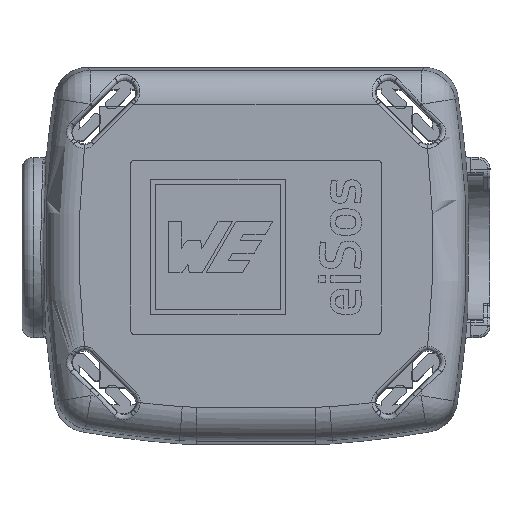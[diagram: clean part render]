
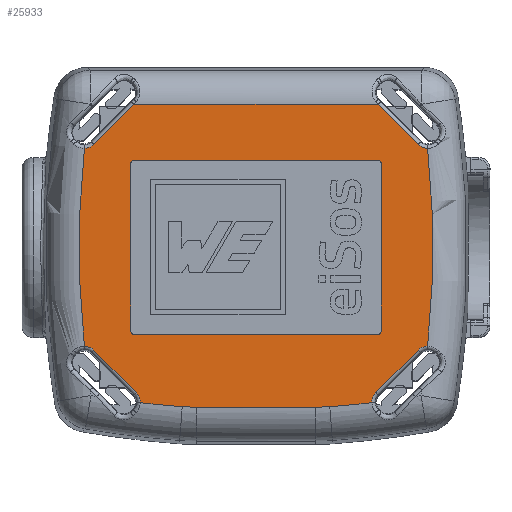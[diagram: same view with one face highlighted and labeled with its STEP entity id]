
A CAD part, top view. The second image highlights one B-rep face of the part: STEP entity #25933.
In plain terms, the highlighted planar face has unit normal (0, 0, 1).
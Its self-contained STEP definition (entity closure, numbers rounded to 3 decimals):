
#372=ELLIPSE('',#26868,1.203,1.2);
#373=ELLIPSE('',#26870,1.203,1.2);
#379=ELLIPSE('',#27240,1.203,1.2);
#440=ELLIPSE('',#27675,1.203,1.2);
#443=ELLIPSE('',#27684,1.203,1.2);
#444=ELLIPSE('',#27691,1.203,1.2);
#1034=PLANE('',#27694);
#1714=B_SPLINE_CURVE_WITH_KNOTS('',3,(#41890,#41891,#41892,#41893),
 .UNSPECIFIED.,.F.,.F.,(4,4),(0.,1.),.UNSPECIFIED.);
#1781=B_SPLINE_CURVE_WITH_KNOTS('',3,(#42969,#42970,#42971,#42972),
 .UNSPECIFIED.,.F.,.F.,(4,4),(0.,1.),.UNSPECIFIED.);
#2155=LINE('',#35491,#4632);
#3077=LINE('',#40261,#5554);
#3080=LINE('',#40271,#5557);
#3083=LINE('',#40340,#5560);
#3085=LINE('',#40358,#5562);
#3326=LINE('',#41468,#5803);
#3559=LINE('',#43693,#6036);
#3560=LINE('',#43695,#6037);
#3561=LINE('',#43697,#6038);
#3562=LINE('',#43699,#6039);
#4632=VECTOR('',#28784,1000.);
#5554=VECTOR('',#30882,1000.);
#5557=VECTOR('',#30893,1000.);
#5560=VECTOR('',#30906,1000.);
#5562=VECTOR('',#30916,1000.);
#5803=VECTOR('',#31429,1000.);
#6036=VECTOR('',#32128,1000.);
#6037=VECTOR('',#32131,1000.);
#6038=VECTOR('',#32134,1000.);
#6039=VECTOR('',#32137,1000.);
#11594=ORIENTED_EDGE('',*,*,#17098,.F.);
#11595=ORIENTED_EDGE('',*,*,#17084,.T.);
#11596=ORIENTED_EDGE('',*,*,#17096,.F.);
#11597=ORIENTED_EDGE('',*,*,#17087,.T.);
#11598=ORIENTED_EDGE('',*,*,#17097,.F.);
#11599=ORIENTED_EDGE('',*,*,#17090,.T.);
#11600=ORIENTED_EDGE('',*,*,#17099,.F.);
#11601=ORIENTED_EDGE('',*,*,#17093,.T.);
#11602=ORIENTED_EDGE('',*,*,#17151,.F.);
#11603=ORIENTED_EDGE('',*,*,#17150,.T.);
#11604=ORIENTED_EDGE('',*,*,#16332,.F.);
#11605=ORIENTED_EDGE('',*,*,#16334,.T.);
#11606=ORIENTED_EDGE('',*,*,#16351,.F.);
#11607=ORIENTED_EDGE('',*,*,#16874,.F.);
#11608=ORIENTED_EDGE('',*,*,#14953,.F.);
#11609=ORIENTED_EDGE('',*,*,#17063,.F.);
#11610=ORIENTED_EDGE('',*,*,#16971,.F.);
#11611=ORIENTED_EDGE('',*,*,#15631,.T.);
#11612=ORIENTED_EDGE('',*,*,#16326,.F.);
#11613=ORIENTED_EDGE('',*,*,#17144,.T.);
#11614=ORIENTED_EDGE('',*,*,#16414,.F.);
#11615=ORIENTED_EDGE('',*,*,#15634,.T.);
#11616=ORIENTED_EDGE('',*,*,#16317,.T.);
#11617=ORIENTED_EDGE('',*,*,#16693,.F.);
#11618=ORIENTED_EDGE('',*,*,#16312,.F.);
#11619=ORIENTED_EDGE('',*,*,#17137,.T.);
#14953=EDGE_CURVE('',#18820,#18821,#2155,.T.);
#15631=EDGE_CURVE('',#19398,#19397,#372,.T.);
#15634=EDGE_CURVE('',#19400,#19399,#373,.T.);
#16312=EDGE_CURVE('',#19790,#19788,#3077,.T.);
#16317=EDGE_CURVE('',#19399,#19793,#3080,.T.);
#16326=EDGE_CURVE('',#19799,#19397,#3083,.T.);
#16332=EDGE_CURVE('',#19803,#19802,#3085,.T.);
#16334=EDGE_CURVE('',#19803,#19804,#379,.T.);
#16351=EDGE_CURVE('',#19817,#19804,#21370,.T.);
#16414=EDGE_CURVE('',#19400,#19859,#21383,.T.);
#16693=EDGE_CURVE('',#19788,#19793,#3326,.T.);
#16874=EDGE_CURVE('',#18821,#19817,#1714,.T.);
#16971=EDGE_CURVE('',#19398,#20191,#21414,.T.);
#17063=EDGE_CURVE('',#20191,#18820,#1781,.T.);
#17084=EDGE_CURVE('',#20214,#20215,#21435,.T.);
#17087=EDGE_CURVE('',#20216,#20217,#21436,.T.);
#17090=EDGE_CURVE('',#20218,#20219,#21437,.T.);
#17093=EDGE_CURVE('',#20220,#20221,#21438,.T.);
#17096=EDGE_CURVE('',#20216,#20215,#3559,.T.);
#17097=EDGE_CURVE('',#20218,#20217,#3560,.T.);
#17098=EDGE_CURVE('',#20214,#20221,#3561,.T.);
#17099=EDGE_CURVE('',#20220,#20219,#3562,.T.);
#17137=EDGE_CURVE('',#19790,#19787,#440,.T.);
#17144=EDGE_CURVE('',#19799,#19859,#443,.T.);
#17150=EDGE_CURVE('',#19396,#19802,#444,.T.);
#17151=EDGE_CURVE('',#19396,#19787,#21448,.T.);
#18820=VERTEX_POINT('',#35490);
#18821=VERTEX_POINT('',#35492);
#19396=VERTEX_POINT('',#37836);
#19397=VERTEX_POINT('',#37846);
#19398=VERTEX_POINT('',#37848);
#19399=VERTEX_POINT('',#37858);
#19400=VERTEX_POINT('',#37860);
#19787=VERTEX_POINT('',#40221);
#19788=VERTEX_POINT('',#40251);
#19790=VERTEX_POINT('',#40260);
#19793=VERTEX_POINT('',#40270);
#19799=VERTEX_POINT('',#40339);
#19802=VERTEX_POINT('',#40352);
#19803=VERTEX_POINT('',#40357);
#19804=VERTEX_POINT('',#40364);
#19817=VERTEX_POINT('',#40467);
#19859=VERTEX_POINT('',#40682);
#20191=VERTEX_POINT('',#42250);
#20214=VERTEX_POINT('',#43670);
#20215=VERTEX_POINT('',#43671);
#20216=VERTEX_POINT('',#43676);
#20217=VERTEX_POINT('',#43677);
#20218=VERTEX_POINT('',#43682);
#20219=VERTEX_POINT('',#43683);
#20220=VERTEX_POINT('',#43688);
#20221=VERTEX_POINT('',#43689);
#21370=CIRCLE('',#27253,87.75);
#21383=CIRCLE('',#27277,82.421);
#21414=CIRCLE('',#27507,87.75);
#21435=CIRCLE('',#27600,0.3);
#21436=CIRCLE('',#27602,0.3);
#21437=CIRCLE('',#27604,0.3);
#21438=CIRCLE('',#27606,0.3);
#21448=CIRCLE('',#27693,82.421);
#22593=EDGE_LOOP('',(#11594,#11595,#11596,#11597,#11598,#11599,#11600,#11601));
#22594=EDGE_LOOP('',(#11602,#11603,#11604,#11605,#11606,#11607,#11608,#11609,
#11610,#11611,#11612,#11613,#11614,#11615,#11616,#11617,#11618,#11619));
#24124=FACE_BOUND('',#22593,.T.);
#24125=FACE_BOUND('',#22594,.T.);
#25933=ADVANCED_FACE('',(#24124,#24125),#1034,.F.);
#26868=AXIS2_PLACEMENT_3D('',#37847,#29685,#29686);
#26870=AXIS2_PLACEMENT_3D('',#37859,#29689,#29690);
#27240=AXIS2_PLACEMENT_3D('',#40365,#30919,#30920);
#27253=AXIS2_PLACEMENT_3D('',#40468,#30947,#30948);
#27277=AXIS2_PLACEMENT_3D('',#40681,#31022,#31023);
#27507=AXIS2_PLACEMENT_3D('',#42249,#31861,#31862);
#27600=AXIS2_PLACEMENT_3D('',#43669,#32104,#32105);
#27602=AXIS2_PLACEMENT_3D('',#43675,#32110,#32111);
#27604=AXIS2_PLACEMENT_3D('',#43681,#32116,#32117);
#27606=AXIS2_PLACEMENT_3D('',#43687,#32122,#32123);
#27675=AXIS2_PLACEMENT_3D('',#43847,#32288,#32289);
#27684=AXIS2_PLACEMENT_3D('',#44256,#32306,#32307);
#27691=AXIS2_PLACEMENT_3D('',#44749,#32320,#32321);
#27693=AXIS2_PLACEMENT_3D('',#44817,#32324,#32325);
#27694=AXIS2_PLACEMENT_3D('',#44818,#32326,#32327);
#28784=DIRECTION('',(-1.,0.,0.));
#29685=DIRECTION('',(0.,0.,-1.));
#29686=DIRECTION('',(-1.,0.,0.));
#29689=DIRECTION('',(0.,0.,-1.));
#29690=DIRECTION('',(0.,-1.,0.));
#30882=DIRECTION('',(0.707,0.707,0.));
#30893=DIRECTION('',(-0.707,0.707,0.));
#30906=DIRECTION('',(-0.707,-0.707,0.));
#30916=DIRECTION('',(-0.707,0.707,0.));
#30919=DIRECTION('',(0.,0.,-1.));
#30920=DIRECTION('',(1.,0.,0.));
#30947=DIRECTION('',(0.,0.,-1.));
#30948=DIRECTION('',(-0.16,-0.987,0.));
#31022=DIRECTION('',(0.,0.,-1.));
#31023=DIRECTION('',(0.988,0.154,0.));
#31429=DIRECTION('',(1.,0.,0.));
#31861=DIRECTION('',(0.,0.,-1.));
#31862=DIRECTION('',(0.118,-0.993,0.));
#32104=DIRECTION('',(0.,0.,-1.));
#32105=DIRECTION('',(-1.,0.,0.));
#32110=DIRECTION('',(0.,0.,-1.));
#32111=DIRECTION('',(-1.,0.,0.));
#32116=DIRECTION('',(0.,0.,-1.));
#32117=DIRECTION('',(-1.,0.,0.));
#32122=DIRECTION('',(0.,0.,-1.));
#32123=DIRECTION('',(-1.,0.,0.));
#32128=DIRECTION('',(1.,0.,0.));
#32131=DIRECTION('',(0.,-1.,0.));
#32134=DIRECTION('',(0.,1.,0.));
#32137=DIRECTION('',(-1.,0.,0.));
#32288=DIRECTION('',(0.,0.,-1.));
#32289=DIRECTION('',(0.,-1.,0.));
#32306=DIRECTION('',(0.,0.,-1.));
#32307=DIRECTION('',(0.,1.,0.));
#32320=DIRECTION('',(0.,0.,-1.));
#32321=DIRECTION('',(0.,1.,0.));
#32324=DIRECTION('',(0.,0.,-1.));
#32325=DIRECTION('',(-0.987,-0.16,0.));
#32326=DIRECTION('',(0.,0.,-1.));
#32327=DIRECTION('',(0.,-1.,0.));
#35490=CARTESIAN_POINT('',(5.289,-31.719,11.2));
#35491=CARTESIAN_POINT('',(0.,-31.719,11.2));
#35492=CARTESIAN_POINT('',(-5.289,-31.719,11.2));
#37836=CARTESIAN_POINT('',(-15.255,-26.293,11.2));
#37846=CARTESIAN_POINT('',(10.644,-30.42,11.2));
#37847=CARTESIAN_POINT('',(11.496,-31.268,11.2));
#37848=CARTESIAN_POINT('',(10.294,-31.311,11.2));
#37858=CARTESIAN_POINT('',(14.42,-8.356,11.2));
#37859=CARTESIAN_POINT('',(15.268,-7.504,11.2));
#37860=CARTESIAN_POINT('',(15.255,-8.707,11.2));
#40221=CARTESIAN_POINT('',(-15.255,-8.707,11.2));
#40251=CARTESIAN_POINT('',(-10.846,-4.781,11.2));
#40260=CARTESIAN_POINT('',(-14.42,-8.356,11.2));
#40261=CARTESIAN_POINT('',(-14.431,-8.366,11.2));
#40270=CARTESIAN_POINT('',(10.846,-4.781,11.2));
#40271=CARTESIAN_POINT('',(11.047,-4.983,11.2));
#40339=CARTESIAN_POINT('',(14.42,-26.644,11.2));
#40340=CARTESIAN_POINT('',(48.449,7.384,11.2));
#40352=CARTESIAN_POINT('',(-14.42,-26.644,11.2));
#40357=CARTESIAN_POINT('',(-10.644,-30.42,11.2));
#40358=CARTESIAN_POINT('',(-48.449,7.384,11.2));
#40364=CARTESIAN_POINT('',(-10.294,-31.311,11.2));
#40365=CARTESIAN_POINT('',(-11.496,-31.268,11.2));
#40467=CARTESIAN_POINT('',(-6.559,-31.671,11.2));
#40468=CARTESIAN_POINT('',(0.,55.833,11.2));
#40681=CARTESIAN_POINT('',(-66.696,-17.5,11.2));
#40682=CARTESIAN_POINT('',(15.255,-26.293,11.2));
#41468=CARTESIAN_POINT('',(0.,-4.781,11.2));
#41890=CARTESIAN_POINT('',(-5.289,-31.719,11.2));
#41891=CARTESIAN_POINT('',(-5.712,-31.719,11.2));
#41892=CARTESIAN_POINT('',(-6.136,-31.703,11.2));
#41893=CARTESIAN_POINT('',(-6.559,-31.671,11.2));
#42249=CARTESIAN_POINT('',(0.,55.833,11.2));
#42250=CARTESIAN_POINT('',(6.559,-31.671,11.2));
#42969=CARTESIAN_POINT('',(6.559,-31.671,11.2));
#42970=CARTESIAN_POINT('',(6.138,-31.703,11.2));
#42971=CARTESIAN_POINT('',(5.715,-31.719,11.2));
#42972=CARTESIAN_POINT('',(5.289,-31.719,11.2));
#43669=CARTESIAN_POINT('',(10.825,-24.95,11.2));
#43670=CARTESIAN_POINT('',(11.125,-24.95,11.2));
#43671=CARTESIAN_POINT('',(10.825,-25.25,11.2));
#43675=CARTESIAN_POINT('',(-10.825,-24.95,11.2));
#43676=CARTESIAN_POINT('',(-10.825,-25.25,11.2));
#43677=CARTESIAN_POINT('',(-11.125,-24.95,11.2));
#43681=CARTESIAN_POINT('',(-10.825,-10.05,11.2));
#43682=CARTESIAN_POINT('',(-11.125,-10.05,11.2));
#43683=CARTESIAN_POINT('',(-10.825,-9.75,11.2));
#43687=CARTESIAN_POINT('',(10.825,-10.05,11.2));
#43688=CARTESIAN_POINT('',(10.825,-9.75,11.2));
#43689=CARTESIAN_POINT('',(11.125,-10.05,11.2));
#43693=CARTESIAN_POINT('',(-11.375,-25.25,11.2));
#43695=CARTESIAN_POINT('',(-11.125,-9.5,11.2));
#43697=CARTESIAN_POINT('',(11.125,-25.5,11.2));
#43699=CARTESIAN_POINT('',(11.375,-9.75,11.2));
#43847=CARTESIAN_POINT('',(-15.268,-7.504,11.2));
#44256=CARTESIAN_POINT('',(15.268,-27.496,11.2));
#44749=CARTESIAN_POINT('',(-15.268,-27.496,11.2));
#44817=CARTESIAN_POINT('',(66.696,-17.5,11.2));
#44818=CARTESIAN_POINT('',(0.,55.833,11.2));
